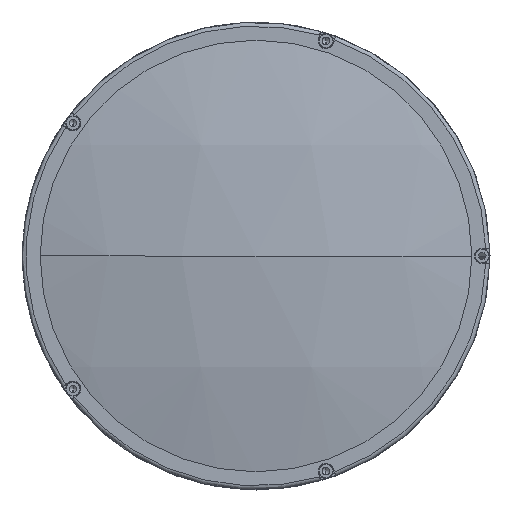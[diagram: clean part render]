
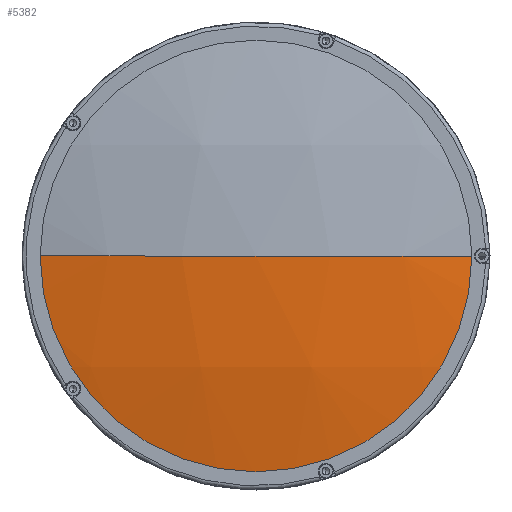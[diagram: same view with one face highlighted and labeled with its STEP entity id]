
A CAD part, left-side view. The second image highlights one B-rep face of the part: STEP entity #5382.
In plain terms, the highlighted spherical face has radius 384 mm.
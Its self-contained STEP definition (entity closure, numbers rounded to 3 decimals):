
#42 = CIRCLE ( 'NONE', #4862, 85. ) ;
#194 = CIRCLE ( 'NONE', #1201, 384. ) ;
#664 = ORIENTED_EDGE ( 'NONE', *, *, #4735, .T. ) ;
#712 = AXIS2_PLACEMENT_3D ( 'NONE', #6419, #4407, #955 ) ;
#785 = FACE_OUTER_BOUND ( 'NONE', #3252, .T. ) ;
#828 = CARTESIAN_POINT ( 'NONE',  ( 21.37, 0., 0. ) ) ;
#955 = DIRECTION ( 'NONE',  ( 0., -1., 0. ) ) ;
#1201 = AXIS2_PLACEMENT_3D ( 'NONE', #3466, #7054, #1582 ) ;
#1531 = EDGE_CURVE ( 'NONE', #2907, #7392, #194, .T. ) ;
#1582 = DIRECTION ( 'NONE',  ( 0., 1., 0. ) ) ;
#2336 = CARTESIAN_POINT ( 'NONE',  ( -353.104, -85., 0. ) ) ;
#2907 = VERTEX_POINT ( 'NONE', #2336 ) ;
#3225 = SPHERICAL_SURFACE ( 'NONE', #6947, 384. ) ;
#3252 = EDGE_LOOP ( 'NONE', ( #664, #4802, #7205 ) ) ;
#3466 = CARTESIAN_POINT ( 'NONE',  ( 21.37, 0., 0. ) ) ;
#3529 = CIRCLE ( 'NONE', #712, 384. ) ;
#3810 = DIRECTION ( 'NONE',  ( 0., 1., 0. ) ) ;
#4106 = CARTESIAN_POINT ( 'NONE',  ( -362.63, 0., 0. ) ) ;
#4407 = DIRECTION ( 'NONE',  ( 0., 0., 1. ) ) ;
#4597 = CARTESIAN_POINT ( 'NONE',  ( -353.104, 0., 0. ) ) ;
#4735 = EDGE_CURVE ( 'NONE', #6652, #2907, #42, .T. ) ;
#4802 = ORIENTED_EDGE ( 'NONE', *, *, #1531, .T. ) ;
#4862 = AXIS2_PLACEMENT_3D ( 'NONE', #4597, #6918, #7561 ) ;
#5338 = CARTESIAN_POINT ( 'NONE',  ( -353.104, 85., 0. ) ) ;
#5382 = ADVANCED_FACE ( 'NONE', ( #785 ), #3225, .T. ) ;
#5462 = EDGE_CURVE ( 'NONE', #6652, #7392, #3529, .T. ) ;
#5811 = DIRECTION ( 'NONE',  ( 0., 0., -1. ) ) ;
#6419 = CARTESIAN_POINT ( 'NONE',  ( 21.37, 0., 0. ) ) ;
#6652 = VERTEX_POINT ( 'NONE', #5338 ) ;
#6918 = DIRECTION ( 'NONE',  ( -1., 0., 0. ) ) ;
#6947 = AXIS2_PLACEMENT_3D ( 'NONE', #828, #5811, #3810 ) ;
#7054 = DIRECTION ( 'NONE',  ( 0., 0., -1. ) ) ;
#7205 = ORIENTED_EDGE ( 'NONE', *, *, #5462, .F. ) ;
#7392 = VERTEX_POINT ( 'NONE', #4106 ) ;
#7561 = DIRECTION ( 'NONE',  ( 0., 0., 1. ) ) ;
